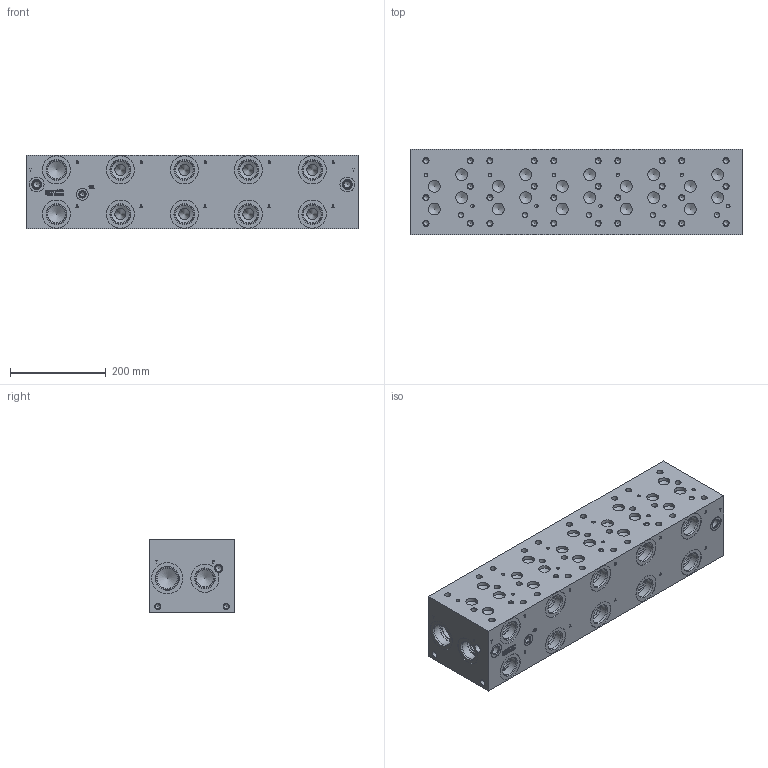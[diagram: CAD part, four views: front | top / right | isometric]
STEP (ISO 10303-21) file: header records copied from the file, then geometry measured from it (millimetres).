
FILE_DESCRIPTION(/* description */ (''),/* implementation_level */ '2;1');
FILE_NAME(/* name */ '_D08HP055S.stp',/* time_stamp */ '2020-03-13T10:20:22-04:00',/* author */ ('devonn'),/* organization */ (''),/* preprocessor_version */ 'ST-DEVELOPER v17',/* originating_system */ 'Autodesk Inventor 2019',/* authorisation */ '');
FILE_SCHEMA (('AUTOMOTIVE_DESIGN { 1 0 10303 214 3 1 1 }'));
Length unit declared in the file: millimetre
Products named in the file (1): Part_DD08HP055S_3D
Bounding box: 692.15 x 177.8 x 152.4 mm (x, y, z)
Volume: 17725745.3 mm3; surface area: 653560.7 mm2
Topology: 1 solids, 1 shells, 1044 faces, 2848 edges, 1938 vertices
Faces by surface type: plane 500, bspline 209, cylinder 194, cone 141
Full cylindrical faces by diameter (mm): 7.137 x10, 10.719 x40, 12.7 x36, 12.9 x1, 14.275 x5, 14.529 x1, 17.297 x2, 17.501 x2, 19.05 x2, 19.253 x2, 24.613 x20, 25.019 x1, 30.632 x2, 35.712 x2, 36.906 x10, 39.218 x12, 41.275 x9, 41.28 x3, 41.758 x3, 42.062 x2, 43.51 x9, 45.568 x2, 47.625 x2, 48.057 x2, 58.572 x10, 65.126 x2
Entity records: 34600 total; most frequent: CARTESIAN_POINT 8460, ORIENTED_EDGE 5520, DIRECTION 4718, EDGE_CURVE 2760, VERTEX_POINT 1938, LINE 1638, VECTOR 1638, AXIS2_PLACEMENT_3D 1540
